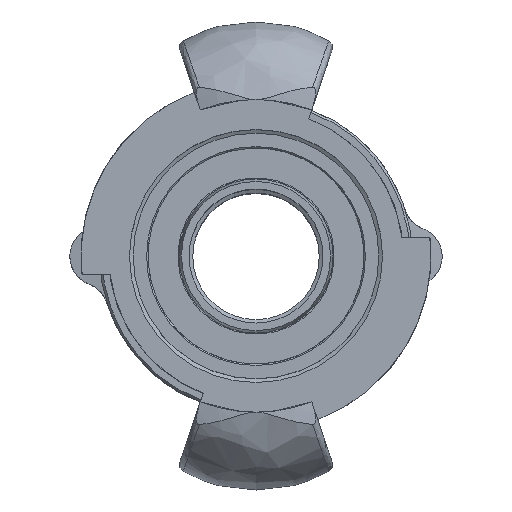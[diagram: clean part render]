
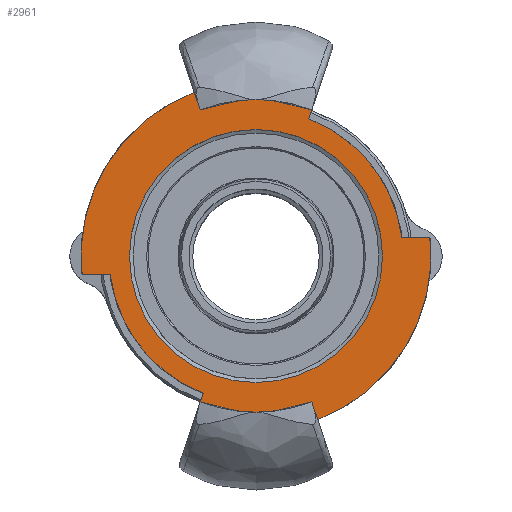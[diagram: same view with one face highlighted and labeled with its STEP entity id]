
A CAD part, top view. The second image highlights one B-rep face of the part: STEP entity #2961.
In plain terms, the highlighted planar face has unit normal (0, 0, 1).
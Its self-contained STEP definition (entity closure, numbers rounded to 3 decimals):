
#111=FACE_BOUND('',#514,.T.);
#136=PLANE('',#3250);
#343=FACE_OUTER_BOUND('',#513,.T.);
#513=EDGE_LOOP('',(#2274,#2275,#2276,#2277,#2278,#2279,#2280,#2281,#2282,
#2283,#2284,#2285));
#514=EDGE_LOOP('',(#2286,#2287));
#658=LINE('',#5404,#796);
#659=LINE('',#5408,#797);
#660=LINE('',#5411,#798);
#661=LINE('',#5413,#799);
#662=LINE('',#5417,#800);
#663=LINE('',#5420,#801);
#796=VECTOR('',#3858,10.);
#797=VECTOR('',#3861,10.);
#798=VECTOR('',#3864,10.);
#799=VECTOR('',#3865,10.);
#800=VECTOR('',#3868,10.);
#801=VECTOR('',#3871,10.);
#970=CIRCLE('',#3226,17.);
#971=CIRCLE('',#3227,17.);
#982=CIRCLE('',#3242,19.75);
#985=CIRCLE('',#3246,19.75);
#988=CIRCLE('',#3251,25.5);
#989=CIRCLE('',#3252,23.497);
#990=CIRCLE('',#3253,25.5);
#991=CIRCLE('',#3254,23.5);
#1214=VERTEX_POINT('',#4945);
#1215=VERTEX_POINT('',#4946);
#1240=VERTEX_POINT('',#5288);
#1241=VERTEX_POINT('',#5290);
#1247=VERTEX_POINT('',#5338);
#1248=VERTEX_POINT('',#5340);
#1255=VERTEX_POINT('',#5403);
#1256=VERTEX_POINT('',#5405);
#1257=VERTEX_POINT('',#5407);
#1258=VERTEX_POINT('',#5409);
#1259=VERTEX_POINT('',#5412);
#1260=VERTEX_POINT('',#5414);
#1261=VERTEX_POINT('',#5416);
#1262=VERTEX_POINT('',#5418);
#1574=EDGE_CURVE('',#1214,#1215,#970,.T.);
#1575=EDGE_CURVE('',#1215,#1214,#971,.T.);
#1607=EDGE_CURVE('',#1240,#1241,#982,.T.);
#1615=EDGE_CURVE('',#1247,#1248,#985,.T.);
#1623=EDGE_CURVE('',#1255,#1247,#658,.T.);
#1624=EDGE_CURVE('',#1256,#1255,#988,.T.);
#1625=EDGE_CURVE('',#1257,#1256,#659,.T.);
#1626=EDGE_CURVE('',#1257,#1258,#989,.T.);
#1627=EDGE_CURVE('',#1258,#1241,#660,.T.);
#1628=EDGE_CURVE('',#1259,#1240,#661,.T.);
#1629=EDGE_CURVE('',#1260,#1259,#990,.T.);
#1630=EDGE_CURVE('',#1261,#1260,#662,.T.);
#1631=EDGE_CURVE('',#1261,#1262,#991,.T.);
#1632=EDGE_CURVE('',#1262,#1248,#663,.T.);
#2274=ORIENTED_EDGE('',*,*,#1623,.F.);
#2275=ORIENTED_EDGE('',*,*,#1624,.F.);
#2276=ORIENTED_EDGE('',*,*,#1625,.F.);
#2277=ORIENTED_EDGE('',*,*,#1626,.T.);
#2278=ORIENTED_EDGE('',*,*,#1627,.T.);
#2279=ORIENTED_EDGE('',*,*,#1607,.F.);
#2280=ORIENTED_EDGE('',*,*,#1628,.F.);
#2281=ORIENTED_EDGE('',*,*,#1629,.F.);
#2282=ORIENTED_EDGE('',*,*,#1630,.F.);
#2283=ORIENTED_EDGE('',*,*,#1631,.T.);
#2284=ORIENTED_EDGE('',*,*,#1632,.T.);
#2285=ORIENTED_EDGE('',*,*,#1615,.F.);
#2286=ORIENTED_EDGE('',*,*,#1574,.T.);
#2287=ORIENTED_EDGE('',*,*,#1575,.T.);
#2961=ADVANCED_FACE('',(#343,#111),#136,.F.);
#3226=AXIS2_PLACEMENT_3D('',#4947,#3799,#3800);
#3227=AXIS2_PLACEMENT_3D('',#4948,#3801,#3802);
#3242=AXIS2_PLACEMENT_3D('',#5291,#3835,#3836);
#3246=AXIS2_PLACEMENT_3D('',#5341,#3846,#3847);
#3250=AXIS2_PLACEMENT_3D('',#5402,#3856,#3857);
#3251=AXIS2_PLACEMENT_3D('',#5406,#3859,#3860);
#3252=AXIS2_PLACEMENT_3D('',#5410,#3862,#3863);
#3253=AXIS2_PLACEMENT_3D('',#5415,#3866,#3867);
#3254=AXIS2_PLACEMENT_3D('',#5419,#3869,#3870);
#3799=DIRECTION('center_axis',(0.,0.,
-1.));
#3800=DIRECTION('ref_axis',(0.,-1.,0.));
#3801=DIRECTION('center_axis',(0.,0.,
-1.));
#3802=DIRECTION('ref_axis',(0.,-1.,0.));
#3835=DIRECTION('center_axis',(0.,0.,
-1.));
#3836=DIRECTION('ref_axis',(0.,1.,0.));
#3846=DIRECTION('center_axis',(0.,0.,
-1.));
#3847=DIRECTION('ref_axis',(0.,1.,0.));
#3856=DIRECTION('center_axis',(0.,0.,
-1.));
#3857=DIRECTION('ref_axis',(0.,1.,0.));
#3858=DIRECTION('',(0.319,0.948,0.));
#3859=DIRECTION('center_axis',(0.,0.,
-1.));
#3860=DIRECTION('ref_axis',(-1.,0.,0.));
#3861=DIRECTION('',(0.319,-0.948,0.));
#3862=DIRECTION('center_axis',(0.,0.,
1.));
#3863=DIRECTION('ref_axis',(0.353,-0.936,0.));
#3864=DIRECTION('',(-1.,0.,0.));
#3865=DIRECTION('',(-0.319,-0.948,0.));
#3866=DIRECTION('center_axis',(0.,0.,
-1.));
#3867=DIRECTION('ref_axis',(-1.,0.,0.));
#3868=DIRECTION('',(-0.319,0.948,0.));
#3869=DIRECTION('center_axis',(0.,0.,
1.));
#3870=DIRECTION('ref_axis',(-0.353,0.936,0.));
#3871=DIRECTION('',(1.,0.,0.));
#4945=CARTESIAN_POINT('',(-28.727,-92.416,26.368));
#4946=CARTESIAN_POINT('',(-28.727,-58.416,26.368));
#4947=CARTESIAN_POINT('Origin',(-28.727,-75.416,26.368));
#4948=CARTESIAN_POINT('Origin',(-28.727,-75.416,26.368));
#5288=CARTESIAN_POINT('',(-21.626,-56.986,26.368));
#5290=CARTESIAN_POINT('',(-9.135,-72.916,26.368));
#5291=CARTESIAN_POINT('Origin',(-28.727,-75.416,26.368));
#5338=CARTESIAN_POINT('',(-35.827,-93.845,26.368));
#5340=CARTESIAN_POINT('',(-48.318,-77.916,26.368));
#5341=CARTESIAN_POINT('Origin',(-28.727,-75.416,26.368));
#5402=CARTESIAN_POINT('Origin',(-41.477,-75.416,26.368));
#5403=CARTESIAN_POINT('',(-37.664,-99.298,26.368));
#5404=CARTESIAN_POINT('',(-35.027,-91.47,26.368));
#5405=CARTESIAN_POINT('',(-19.789,-99.298,26.368));
#5406=CARTESIAN_POINT('Origin',(-28.727,-75.416,26.368));
#5407=CARTESIAN_POINT('',(-20.429,-97.399,26.368));
#5408=CARTESIAN_POINT('',(-25.425,-82.567,26.368));
#5409=CARTESIAN_POINT('',(-5.362,-72.916,26.368));
#5410=CARTESIAN_POINT('Origin',(-28.727,-75.416,26.368));
#5411=CARTESIAN_POINT('',(-28.727,-72.916,26.368));
#5412=CARTESIAN_POINT('',(-19.789,-51.533,26.368));
#5413=CARTESIAN_POINT('',(-23.725,-63.218,26.368));
#5414=CARTESIAN_POINT('',(-37.664,-51.533,26.368));
#5415=CARTESIAN_POINT('Origin',(-28.727,-75.416,26.368));
#5416=CARTESIAN_POINT('',(-37.025,-53.43,26.368));
#5417=CARTESIAN_POINT('',(-33.328,-64.408,26.368));
#5418=CARTESIAN_POINT('',(-52.093,-77.916,26.368));
#5419=CARTESIAN_POINT('Origin',(-28.727,-75.416,26.368));
#5420=CARTESIAN_POINT('',(-28.727,-77.916,26.368));
